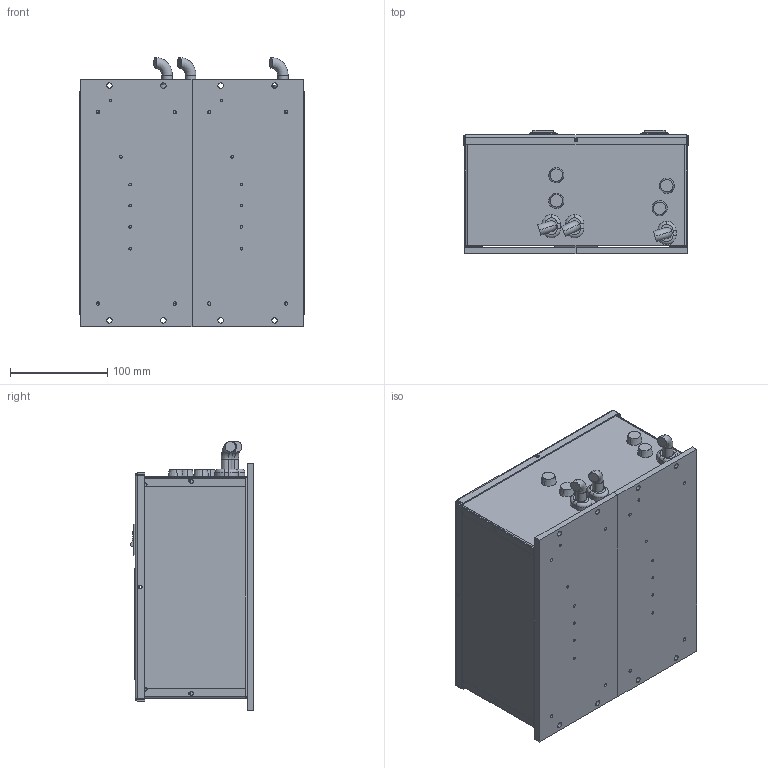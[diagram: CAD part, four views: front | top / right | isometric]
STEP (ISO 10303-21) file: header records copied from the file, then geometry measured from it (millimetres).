
FILE_DESCRIPTION (( 'STEP AP214' ), '1' );
FILE_NAME ('121-200-0763.STEP', '2024-04-04T15:58:14', ( '' ), ( '' ), 'SwSTEP 2.0', 'SolidWorks 2022', '' );
FILE_SCHEMA (( 'AUTOMOTIVE_DESIGN' ));
Length unit declared in the file: inch
Products named in the file (14): 112-000-0312_DEFAULT; 112-000-0316_DEFAULT; 112-000-0310_DEFAULT; PLUG_DEFAULT; SWITCH; 112-000-0289_DEFAULT; 104-000-0108; CABLE CLAMP_DEFAULT; 001060000022; 112-000-0311_DEFAULT; SWITCH HOUSING; 001120000057_c; 121-200-0763; 112-000-0313_DEFAULT
Assembly tree (25 placements, depth 2):
  121-200-0763
    112-000-0316_DEFAULT
    104-000-0108  x2
    SWITCH HOUSING  x2
    SWITCH  x2
    112-000-0310_DEFAULT
    112-000-0311_DEFAULT
    112-000-0312_DEFAULT
    112-000-0313_DEFAULT
    112-000-0289_DEFAULT  x2
    PLUG_DEFAULT  x2
    001060000022  x4
    CABLE CLAMP_DEFAULT  x3
    001120000057_c  x3
Bounding box: 231.6 x 127.01 x 276.56 mm (x, y, z)
Volume: 663385.7 mm3; surface area: 550483.9 mm2
Topology: 25 solids, 25 shells, 3279 faces, 8546 edges, 5644 vertices
Faces by surface type: plane 1961, bspline 850, cylinder 437, cone 16, torus 15
Entity records: 76188 total; most frequent: CARTESIAN_POINT 33923, ORIENTED_EDGE 9008, DIRECTION 6855, EDGE_CURVE 4504, LINE 3095, VECTOR 3095, VERTEX_POINT 2963, EDGE_LOOP 2017
